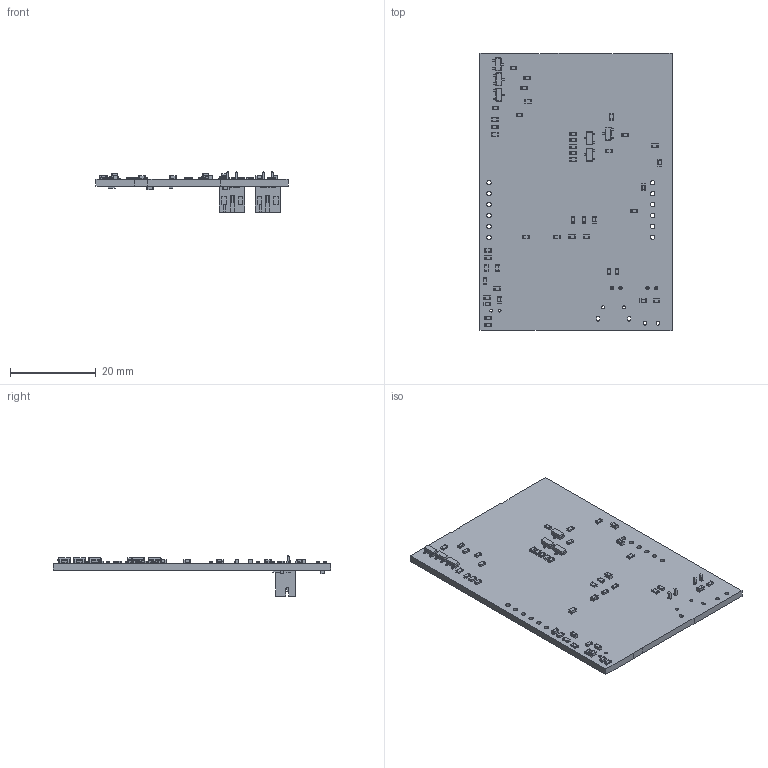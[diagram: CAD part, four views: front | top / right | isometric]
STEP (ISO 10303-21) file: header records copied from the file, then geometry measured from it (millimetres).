
FILE_DESCRIPTION(('KiCad electronic assembly'),'2;1');
FILE_NAME('Blinky.step','2024-04-25T16:20:46',('Pcbnew'),('Kicad'), 'Open CASCADE STEP processor 7.7','KiCad to STEP converter','Unknown' );
FILE_SCHEMA(('AUTOMOTIVE_DESIGN { 1 0 10303 214 1 1 1 1 }'));
Length unit declared in the file: millimetre
Products named in the file (10): Blinky 1; R_0603_1608Metric; SOT-23; SOT_23; C_0603_1608Metric; JST_PH_B2B-PH-K_1x02_P2.00mm_Vertical; JST_B2B_PH_K; _autosave-Blinky_PCB
Assembly tree (61 placements, depth 3):
  Blinky 1
    R_0603_1608Metric  x36
      R_0603_1608Metric
    SOT-23  x6
      SOT_23
    C_0603_1608Metric  x12
      C_0603_1608Metric
    JST_PH_B2B-PH-K_1x02_P2.00mm_Vertical  x2
      JST_B2B_PH_K
    _autosave-Blinky_PCB
Bounding box: 44.7 x 64.6 x 9.4 mm (x, y, z)
Volume: 4815.2 mm3; surface area: 7098.4 mm2
Topology: 57 solids, 57 shells, 1961 faces, 5039 edges, 3222 vertices
Faces by surface type: plane 1261, cylinder 538, bspline 162
Full cylindrical faces by diameter (mm): 0.7 x4, 0.75 x4, 0.85 x2, 1.02 x12
Entity records: 10444 total; most frequent: CARTESIAN_POINT 1612, ORIENTED_EDGE 1422, DIRECTION 1417, EDGE_CURVE 711, LINE 551, VECTOR 551, VERTEX_POINT 456, AXIS2_PLACEMENT_3D 433
